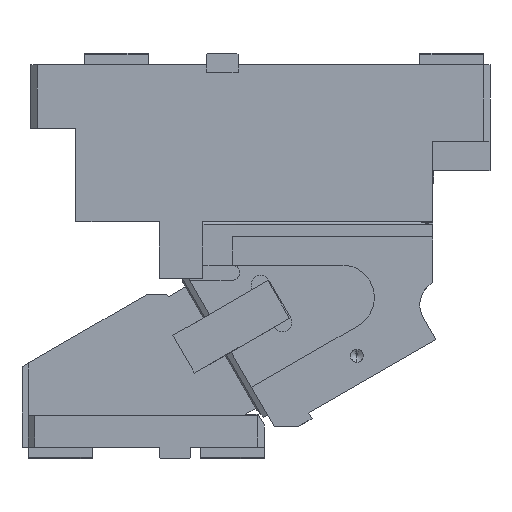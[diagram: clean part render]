
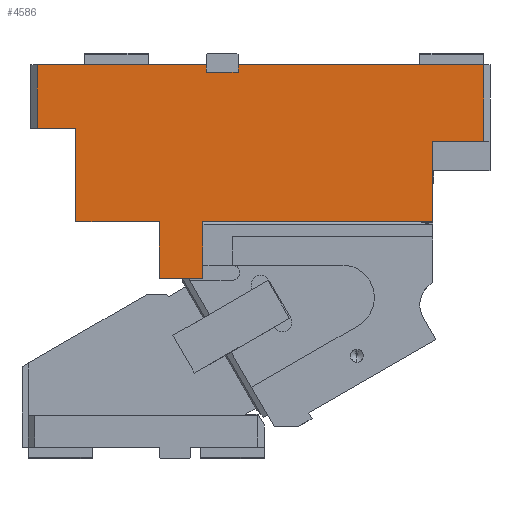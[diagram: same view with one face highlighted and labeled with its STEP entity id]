
A CAD part, front view. The second image highlights one B-rep face of the part: STEP entity #4586.
In plain terms, the highlighted planar face has unit normal (0, -1, 0).
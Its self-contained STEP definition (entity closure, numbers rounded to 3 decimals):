
#996=CARTESIAN_POINT('Line Origine',(315.27,-82.5,-91.59)) ;
#1000=CARTESIAN_POINT('Vertex',(315.27,-82.5,-123.08)) ;
#1002=CARTESIAN_POINT('Vertex',(315.27,-82.5,-60.1)) ;
#1049=CARTESIAN_POINT('Vertex',(35.27,-82.5,-123.08)) ;
#1127=CARTESIAN_POINT('Line Origine',(225.02,-82.5,-123.08)) ;
#1131=CARTESIAN_POINT('Vertex',(134.77,-82.5,-123.08)) ;
#1152=CARTESIAN_POINT('Vertex',(100.77,-82.5,-123.08)) ;
#1155=CARTESIAN_POINT('Line Origine',(68.02,-82.5,-123.08)) ;
#2146=CARTESIAN_POINT('Vertex',(137.5,-82.5,-6.)) ;
#2160=CARTESIAN_POINT('Vertex',(137.5,-82.5,0.)) ;
#2163=CARTESIAN_POINT('Line Origine',(137.5,-82.5,-3.)) ;
#2186=CARTESIAN_POINT('Vertex',(162.5,-82.5,-6.)) ;
#2189=CARTESIAN_POINT('Line Origine',(162.5,-82.5,-3.)) ;
#2193=CARTESIAN_POINT('Vertex',(162.5,-82.5,0.)) ;
#2886=CARTESIAN_POINT('Line Origine',(150.,-82.5,-6.)) ;
#2903=CARTESIAN_POINT('Line Origine',(355.,-82.5,-30.05)) ;
#2907=CARTESIAN_POINT('Vertex',(355.,-82.5,-60.1)) ;
#2909=CARTESIAN_POINT('Vertex',(355.,-82.5,0.)) ;
#3221=CARTESIAN_POINT('Vertex',(35.,-82.5,-93.08)) ;
#3224=CARTESIAN_POINT('Line Origine',(35.,-82.5,-71.54)) ;
#3228=CARTESIAN_POINT('Vertex',(35.,-82.5,-50.)) ;
#3591=CARTESIAN_POINT('Line Origine',(134.77,-82.5,-145.33)) ;
#3595=CARTESIAN_POINT('Vertex',(134.77,-82.5,-167.58)) ;
#3710=CARTESIAN_POINT('Line Origine',(117.77,-82.5,-167.58)) ;
#3714=CARTESIAN_POINT('Vertex',(100.77,-82.5,-167.58)) ;
#3734=CARTESIAN_POINT('Line Origine',(100.77,-82.5,-145.33)) ;
#3894=CARTESIAN_POINT('Line Origine',(35.27,-82.5,-108.08)) ;
#3898=CARTESIAN_POINT('Vertex',(35.27,-82.5,-93.08)) ;
#3925=CARTESIAN_POINT('Line Origine',(35.135,-82.5,-93.08)) ;
#4482=CARTESIAN_POINT('Line Origine',(20.,-82.5,-50.)) ;
#4486=CARTESIAN_POINT('Vertex',(5.,-82.5,-50.)) ;
#4527=CARTESIAN_POINT('Line Origine',(5.,-82.5,-25.)) ;
#4531=CARTESIAN_POINT('Vertex',(5.,-82.5,0.)) ;
#4546=CARTESIAN_POINT('Axis2P3D Location',(0.,-82.5,0.)) ;
#4551=CARTESIAN_POINT('Line Origine',(335.135,-82.5,-60.1)) ;
#4556=CARTESIAN_POINT('Line Origine',(258.75,-82.5,0.)) ;
#4561=CARTESIAN_POINT('Line Origine',(71.25,-82.5,0.)) ;
#997=DIRECTION('Vector Direction',(0.,0.,1.)) ;
#1128=DIRECTION('Vector Direction',(-1.,0.,0.)) ;
#1156=DIRECTION('Vector Direction',(-1.,0.,0.)) ;
#2164=DIRECTION('Vector Direction',(0.,0.,1.)) ;
#2190=DIRECTION('Vector Direction',(0.,0.,-1.)) ;
#2887=DIRECTION('Vector Direction',(1.,0.,0.)) ;
#2904=DIRECTION('Vector Direction',(0.,0.,1.)) ;
#3225=DIRECTION('Vector Direction',(0.,0.,-1.)) ;
#3592=DIRECTION('Vector Direction',(0.,0.,1.)) ;
#3711=DIRECTION('Vector Direction',(1.,0.,0.)) ;
#3735=DIRECTION('Vector Direction',(0.,0.,1.)) ;
#3895=DIRECTION('Vector Direction',(0.,0.,1.)) ;
#3926=DIRECTION('Vector Direction',(-1.,0.,0.)) ;
#4483=DIRECTION('Vector Direction',(1.,0.,0.)) ;
#4528=DIRECTION('Vector Direction',(0.,0.,-1.)) ;
#4547=DIRECTION('Axis2P3D Direction',(0.,1.,0.)) ;
#4548=DIRECTION('Axis2P3D XDirection',(0.,0.,1.)) ;
#4552=DIRECTION('Vector Direction',(1.,0.,0.)) ;
#4557=DIRECTION('Vector Direction',(1.,0.,0.)) ;
#4562=DIRECTION('Vector Direction',(1.,0.,0.)) ;
#4549=AXIS2_PLACEMENT_3D('Plane Axis2P3D',#4546,#4547,#4548) ;
#4567=ORIENTED_EDGE('',*,*,#4555,.T.) ;
#4568=ORIENTED_EDGE('',*,*,#2911,.T.) ;
#4569=ORIENTED_EDGE('',*,*,#4560,.F.) ;
#4570=ORIENTED_EDGE('',*,*,#2195,.T.) ;
#4571=ORIENTED_EDGE('',*,*,#2890,.F.) ;
#4572=ORIENTED_EDGE('',*,*,#2167,.T.) ;
#4573=ORIENTED_EDGE('',*,*,#4565,.F.) ;
#4574=ORIENTED_EDGE('',*,*,#4533,.T.) ;
#4575=ORIENTED_EDGE('',*,*,#4488,.T.) ;
#4576=ORIENTED_EDGE('',*,*,#3230,.T.) ;
#4577=ORIENTED_EDGE('',*,*,#3929,.F.) ;
#4578=ORIENTED_EDGE('',*,*,#3900,.T.) ;
#4579=ORIENTED_EDGE('',*,*,#1159,.T.) ;
#4580=ORIENTED_EDGE('',*,*,#3738,.F.) ;
#4581=ORIENTED_EDGE('',*,*,#3716,.T.) ;
#4582=ORIENTED_EDGE('',*,*,#3597,.T.) ;
#4583=ORIENTED_EDGE('',*,*,#1133,.T.) ;
#4584=ORIENTED_EDGE('',*,*,#1004,.T.) ;
#998=VECTOR('Line Direction',#997,1.) ;
#1129=VECTOR('Line Direction',#1128,1.) ;
#1157=VECTOR('Line Direction',#1156,1.) ;
#2165=VECTOR('Line Direction',#2164,1.) ;
#2191=VECTOR('Line Direction',#2190,1.) ;
#2888=VECTOR('Line Direction',#2887,1.) ;
#2905=VECTOR('Line Direction',#2904,1.) ;
#3226=VECTOR('Line Direction',#3225,1.) ;
#3593=VECTOR('Line Direction',#3592,1.) ;
#3712=VECTOR('Line Direction',#3711,1.) ;
#3736=VECTOR('Line Direction',#3735,1.) ;
#3896=VECTOR('Line Direction',#3895,1.) ;
#3927=VECTOR('Line Direction',#3926,1.) ;
#4484=VECTOR('Line Direction',#4483,1.) ;
#4529=VECTOR('Line Direction',#4528,1.) ;
#4553=VECTOR('Line Direction',#4552,1.) ;
#4558=VECTOR('Line Direction',#4557,1.) ;
#4563=VECTOR('Line Direction',#4562,1.) ;
#4586=ADVANCED_FACE('CAM HOLDER',(#4585),#4550,.F.) ;
#1004=EDGE_CURVE('',#1001,#1003,#999,.T.) ;
#1133=EDGE_CURVE('',#1132,#1001,#1130,.F.) ;
#1159=EDGE_CURVE('',#1050,#1153,#1158,.F.) ;
#2167=EDGE_CURVE('',#2147,#2161,#2166,.T.) ;
#2195=EDGE_CURVE('',#2194,#2187,#2192,.T.) ;
#2890=EDGE_CURVE('',#2147,#2187,#2889,.T.) ;
#2911=EDGE_CURVE('',#2908,#2910,#2906,.T.) ;
#3230=EDGE_CURVE('',#3229,#3222,#3227,.T.) ;
#3597=EDGE_CURVE('',#3596,#1132,#3594,.T.) ;
#3716=EDGE_CURVE('',#3715,#3596,#3713,.T.) ;
#3738=EDGE_CURVE('',#3715,#1153,#3737,.T.) ;
#3900=EDGE_CURVE('',#3899,#1050,#3897,.F.) ;
#3929=EDGE_CURVE('',#3899,#3222,#3928,.T.) ;
#4488=EDGE_CURVE('',#4487,#3229,#4485,.T.) ;
#4533=EDGE_CURVE('',#4532,#4487,#4530,.T.) ;
#4555=EDGE_CURVE('',#1003,#2908,#4554,.T.) ;
#4560=EDGE_CURVE('',#2194,#2910,#4559,.T.) ;
#4565=EDGE_CURVE('',#4532,#2161,#4564,.T.) ;
#4566=EDGE_LOOP('',(#4567,#4568,#4569,#4570,#4571,#4572,#4573,#4574,#4575,#4576,#4577,#4578,#4579,#4580,#4581,#4582,#4583,#4584)) ;
#4585=FACE_OUTER_BOUND('',#4566,.T.) ;
#999=LINE('Line',#996,#998) ;
#1130=LINE('Line',#1127,#1129) ;
#1158=LINE('Line',#1155,#1157) ;
#2166=LINE('Line',#2163,#2165) ;
#2192=LINE('Line',#2189,#2191) ;
#2889=LINE('Line',#2886,#2888) ;
#2906=LINE('Line',#2903,#2905) ;
#3227=LINE('Line',#3224,#3226) ;
#3594=LINE('Line',#3591,#3593) ;
#3713=LINE('Line',#3710,#3712) ;
#3737=LINE('Line',#3734,#3736) ;
#3897=LINE('Line',#3894,#3896) ;
#3928=LINE('Line',#3925,#3927) ;
#4485=LINE('Line',#4482,#4484) ;
#4530=LINE('Line',#4527,#4529) ;
#4554=LINE('Line',#4551,#4553) ;
#4559=LINE('Line',#4556,#4558) ;
#4564=LINE('Line',#4561,#4563) ;
#4550=PLANE('Plane',#4549) ;
#1001=VERTEX_POINT('',#1000) ;
#1003=VERTEX_POINT('',#1002) ;
#1050=VERTEX_POINT('',#1049) ;
#1132=VERTEX_POINT('',#1131) ;
#1153=VERTEX_POINT('',#1152) ;
#2147=VERTEX_POINT('',#2146) ;
#2161=VERTEX_POINT('',#2160) ;
#2187=VERTEX_POINT('',#2186) ;
#2194=VERTEX_POINT('',#2193) ;
#2908=VERTEX_POINT('',#2907) ;
#2910=VERTEX_POINT('',#2909) ;
#3222=VERTEX_POINT('',#3221) ;
#3229=VERTEX_POINT('',#3228) ;
#3596=VERTEX_POINT('',#3595) ;
#3715=VERTEX_POINT('',#3714) ;
#3899=VERTEX_POINT('',#3898) ;
#4487=VERTEX_POINT('',#4486) ;
#4532=VERTEX_POINT('',#4531) ;
